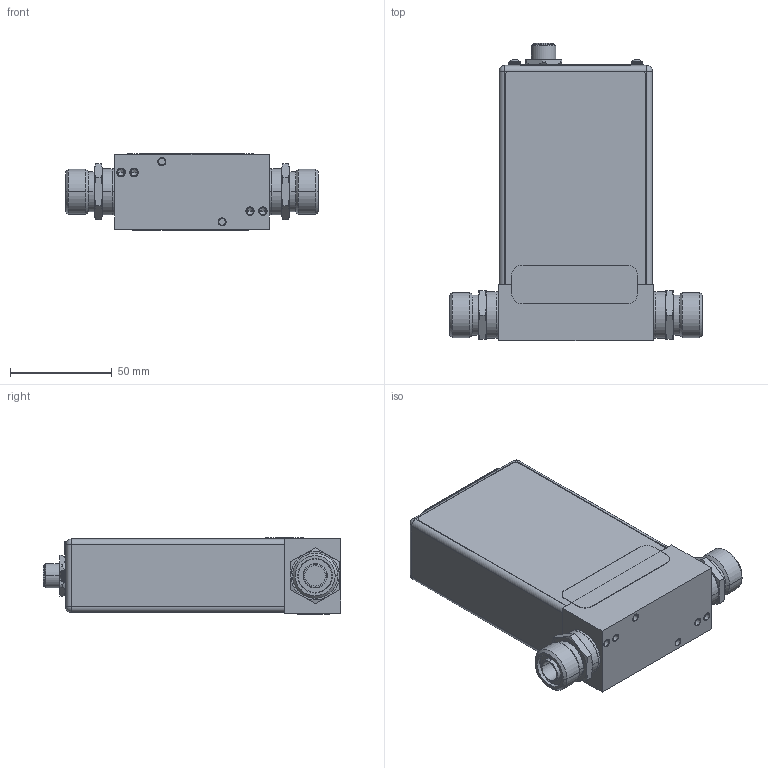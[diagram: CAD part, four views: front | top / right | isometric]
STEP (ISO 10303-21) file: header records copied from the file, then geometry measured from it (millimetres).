
FILE_DESCRIPTION((''),'2;1');
FILE_NAME('GM100A_DNET_8VCR_ASM','2016-09-01T',('cockrofm'),(''),'PRO/ENGINEER BY PARAMETRIC TECHNOLOGY CORPORATION, 2016100','PRO/ENGINEER BY PARAMETRIC TECHNOLOGY CORPORATION, 2016100','');
FILE_SCHEMA(('CONFIG_CONTROL_DESIGN'));
Length unit declared in the file: inch
Products named in the file (20): 1052409_FLOWBODY_1_1; 1053221-001_P9_ARMATURE_ASSEMBL; 1053221-001_P9_ARMATURE_REV3_AS_ASM; 1011702-002_4-40_PAN-HD-SEMS_1_; 1042639-001_FRT_1_1; 1042450_ENCLOSURE_1_1; 119937-P9_SMALL-SINGLE_1_1; 122676_1_1; 1043970_LABEL_TOP_DNET_1_1; 1043857_LABEL_1_1; 119937-P9_LARGE-SINGLE_1_1; 1032904_DNET-CONN_1_1; 133675_DNET_CONN_NUT_1_1; 1038688_CONN_RJ45_1_1; 1054200_DNET_OUTLINE_ASM_1_ASM__ASM; 1058567-002_ASM_2_ASM_1_ASM; GM100A_DNET_4VCR_ASM_ASM_1_ASM; GM100A_DNET_8VCR_ASM_1_ASM; 1067225_FITTING_8VCO; GM100A_DNET_8VCR_ASM
Assembly tree (21 placements, depth 6):
  GM100A_DNET_8VCR_ASM
    GM100A_DNET_8VCR_ASM_1_ASM
      GM100A_DNET_4VCR_ASM_ASM_1_ASM
        1054200_DNET_OUTLINE_ASM_1_ASM__ASM
          1052409_FLOWBODY_1_1
          1053221-001_P9_ARMATURE_REV3_AS_ASM
            1053221-001_P9_ARMATURE_ASSEMBL
          1011702-002_4-40_PAN-HD-SEMS_1_  x2
          1042639-001_FRT_1_1
          1042450_ENCLOSURE_1_1
          119937-P9_SMALL-SINGLE_1_1
          122676_1_1
          1043970_LABEL_TOP_DNET_1_1
          1043857_LABEL_1_1
          119937-P9_LARGE-SINGLE_1_1
          1032904_DNET-CONN_1_1
          133675_DNET_CONN_NUT_1_1
          1038688_CONN_RJ45_1_1
        1058567-002_ASM_2_ASM_1_ASM
    1067225_FITTING_8VCO  x2
Bounding box: 124.46 x 146.69 x 37.59 mm (x, y, z)
Volume: 110373.4 mm3; surface area: 117253.2 mm2
Topology: 15 solids, 27 shells, 614 faces, 1468 edges, 926 vertices
Faces by surface type: plane 231, cylinder 231, cone 68, extrusion 40, torus 36, sphere 8
Entity records: 15707 total; most frequent: CARTESIAN_POINT 3282, DIRECTION 2700, ORIENTED_EDGE 2320, EDGE_CURVE 1184, AXIS2_PLACEMENT_3D 1054, VERTEX_POINT 772, EDGE_LOOP 594, VECTOR 592
